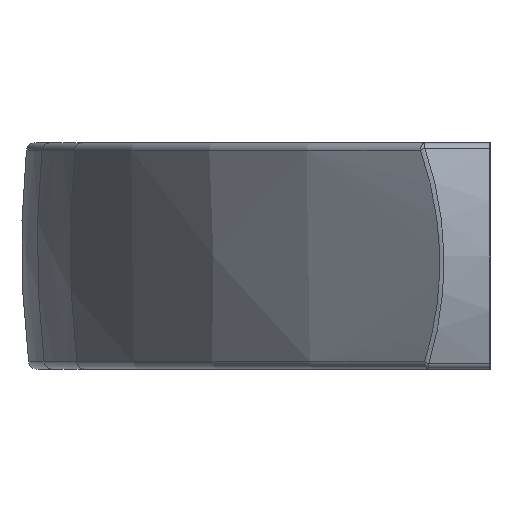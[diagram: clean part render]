
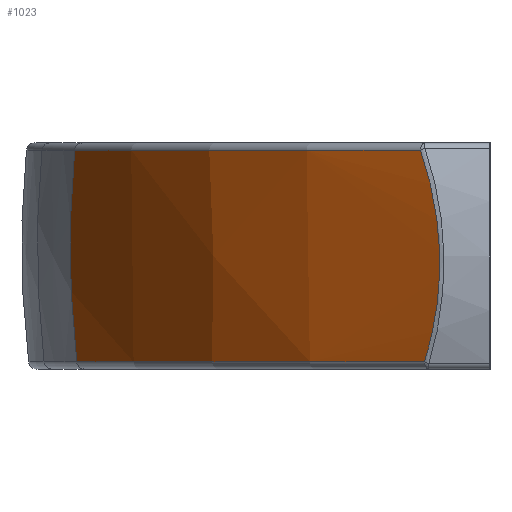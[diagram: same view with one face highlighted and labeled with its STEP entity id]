
A CAD part, left-side view. The second image highlights one B-rep face of the part: STEP entity #1023.
In plain terms, the highlighted free-form (B-spline) face has degree [2, 2] with [3, 3] control points.
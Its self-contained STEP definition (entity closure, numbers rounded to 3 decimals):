
#24=(
BOUNDED_SURFACE()
B_SPLINE_SURFACE(2,2,((#2099,#2100,#2101),(#2102,#2103,#2104),(#2105,#2106,
#2107)),.UNSPECIFIED.,.F.,.F.,.F.)
B_SPLINE_SURFACE_WITH_KNOTS((3,3),(3,3),(-0.12,0.099),
(1.886,2.578),.UNSPECIFIED.)
GEOMETRIC_REPRESENTATION_ITEM()
RATIONAL_B_SPLINE_SURFACE(((1.,0.941,1.),(0.994,
0.935,0.994),(1.,0.941,1.)))
REPRESENTATION_ITEM('')
SURFACE()
);
#151=B_SPLINE_CURVE_WITH_KNOTS('',3,(#1598,#1599,#1600,#1601,#1602,#1603),
 .UNSPECIFIED.,.F.,.F.,(4,1,1,4),(0.289,0.867,1.252,
1.637),.UNSPECIFIED.);
#217=FACE_OUTER_BOUND('',#285,.T.);
#285=EDGE_LOOP('',(#860,#861,#862,#863));
#318=CIRCLE('',#1083,54.57);
#391=CIRCLE('',#1185,60.);
#393=CIRCLE('',#1187,54.705);
#412=VERTEX_POINT('',#1566);
#415=VERTEX_POINT('',#1596);
#420=VERTEX_POINT('',#1625);
#493=VERTEX_POINT('',#2096);
#509=EDGE_CURVE('',#415,#412,#151,.T.);
#518=EDGE_CURVE('',#412,#420,#318,.T.);
#631=EDGE_CURVE('',#420,#493,#391,.T.);
#633=EDGE_CURVE('',#493,#415,#393,.T.);
#860=ORIENTED_EDGE('',*,*,#509,.F.);
#861=ORIENTED_EDGE('',*,*,#633,.F.);
#862=ORIENTED_EDGE('',*,*,#631,.F.);
#863=ORIENTED_EDGE('',*,*,#518,.F.);
#1023=ADVANCED_FACE('',(#217),#24,.F.);
#1083=AXIS2_PLACEMENT_3D('',#1626,#1252,#1253);
#1185=AXIS2_PLACEMENT_3D('',#2097,#1480,#1481);
#1187=AXIS2_PLACEMENT_3D('',#2108,#1484,#1485);
#1252=DIRECTION('center_axis',(0.,0.,-1.));
#1253=DIRECTION('ref_axis',(-0.603,0.797,0.));
#1480=DIRECTION('center_axis',(0.951,0.31,0.));
#1481=DIRECTION('ref_axis',(0.307,-0.943,0.127));
#1484=DIRECTION('center_axis',(0.,0.,1.));
#1485=DIRECTION('ref_axis',(-0.602,0.799,0.));
#1566=CARTESIAN_POINT('',(-103.797,4.063,-6.56));
#1596=CARTESIAN_POINT('',(-103.797,4.306,6.549));
#1598=CARTESIAN_POINT('Ctrl Pts',(-103.797,4.306,6.549));
#1599=CARTESIAN_POINT('Ctrl Pts',(-104.413,3.703,4.81));
#1600=CARTESIAN_POINT('Ctrl Pts',(-105.059,3.016,1.652));
#1601=CARTESIAN_POINT('Ctrl Pts',(-104.835,3.147,-2.917));
#1602=CARTESIAN_POINT('Ctrl Pts',(-104.211,3.698,-5.389));
#1603=CARTESIAN_POINT('Ctrl Pts',(-103.797,4.063,-6.56));
#1625=CARTESIAN_POINT('',(-75.362,25.591,-6.56));
#1626=CARTESIAN_POINT('Origin',(-58.449,-26.292,-6.56));
#2096=CARTESIAN_POINT('',(-75.404,25.72,6.549));
#2097=CARTESIAN_POINT('Origin',(-56.899,-31.046,0.612));
#2099=CARTESIAN_POINT('Ctrl Pts',(-75.362,25.591,-6.56));
#2100=CARTESIAN_POINT('Ctrl Pts',(-94.056,19.497,-6.56));
#2101=CARTESIAN_POINT('Ctrl Pts',(-104.567,2.88,-6.56));
#2102=CARTESIAN_POINT('Ctrl Pts',(-75.606,26.34,-0.013));
#2103=CARTESIAN_POINT('Ctrl Pts',(-94.57,20.159,-0.013));
#2104=CARTESIAN_POINT('Ctrl Pts',(-105.233,3.302,-0.013));
#2105=CARTESIAN_POINT('Ctrl Pts',(-75.404,25.72,6.549));
#2106=CARTESIAN_POINT('Ctrl Pts',(-94.144,19.611,6.549));
#2107=CARTESIAN_POINT('Ctrl Pts',(-104.682,2.953,6.549));
#2108=CARTESIAN_POINT('Origin',(-58.449,-26.292,6.549));
